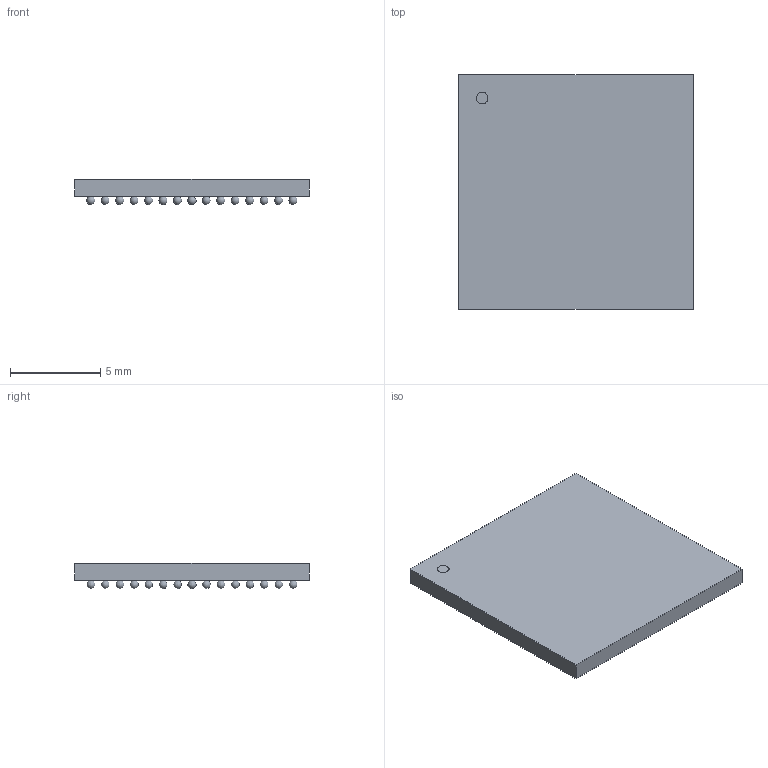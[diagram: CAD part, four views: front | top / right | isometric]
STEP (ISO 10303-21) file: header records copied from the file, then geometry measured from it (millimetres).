
FILE_DESCRIPTION(('STEP AP214'),'1');
FILE_NAME('CSGA225_XIL','2024-06-01T02:54:47',(''),(''),'','','');
FILE_SCHEMA(('AUTOMOTIVE_DESIGN'));
Length unit declared in the file: millimetre
Products named in the file (1): product
Bounding box: 13 x 13 x 1.4 mm (x, y, z)
Volume: 170.4 mm3; surface area: 535.6 mm2
Topology: 227 solids, 227 shells, 234 faces, 690 edges, 460 vertices
Faces by surface type: sphere 225, plane 8, cylinder 1
Full cylindrical faces by diameter (mm): 0.65 x1
Entity records: 2398 total; most frequent: DIRECTION 488, CARTESIAN_POINT 248, AXIS2_PLACEMENT_3D 238, STYLED_ITEM 234, ADVANCED_FACE 234, MANIFOLD_SOLID_BREP 227, CLOSED_SHELL 227, SPHERICAL_SURFACE 225
